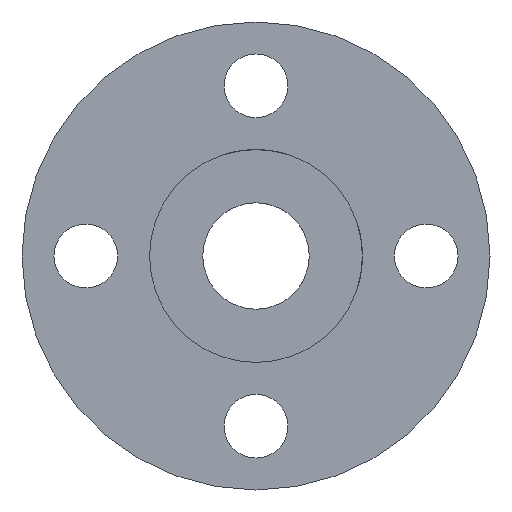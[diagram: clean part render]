
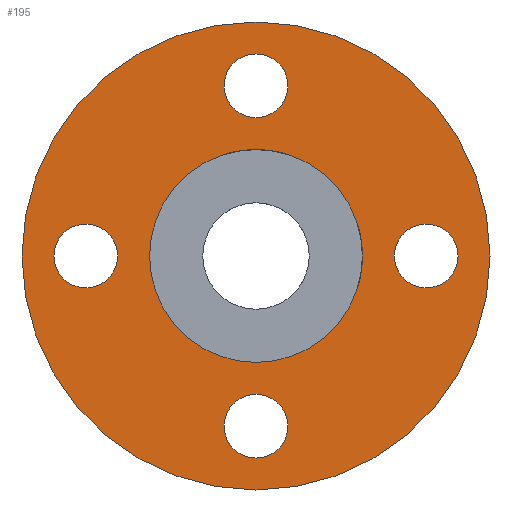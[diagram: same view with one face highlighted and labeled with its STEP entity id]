
A CAD part, front view. The second image highlights one B-rep face of the part: STEP entity #195.
In plain terms, the highlighted planar face has unit normal (0, -1, 0).
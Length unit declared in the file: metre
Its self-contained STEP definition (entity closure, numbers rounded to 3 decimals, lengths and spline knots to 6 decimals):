
#39=ORIENTED_EDGE('',*,*,#75,.T.);
#40=ORIENTED_EDGE('',*,*,#76,.T.);
#41=ORIENTED_EDGE('',*,*,#77,.T.);
#42=ORIENTED_EDGE('',*,*,#78,.T.);
#43=ORIENTED_EDGE('',*,*,#79,.T.);
#44=ORIENTED_EDGE('',*,*,#80,.T.);
#75=EDGE_CURVE('',#93,#93,#111,.T.);
#76=EDGE_CURVE('',#94,#94,#112,.T.);
#77=EDGE_CURVE('',#95,#95,#113,.T.);
#78=EDGE_CURVE('',#96,#96,#114,.T.);
#79=EDGE_CURVE('',#97,#97,#115,.T.);
#80=EDGE_CURVE('',#98,#98,#116,.T.);
#93=VERTEX_POINT('',#315);
#94=VERTEX_POINT('',#317);
#95=VERTEX_POINT('',#319);
#96=VERTEX_POINT('',#321);
#97=VERTEX_POINT('',#323);
#98=VERTEX_POINT('',#325);
#111=CIRCLE('',#227,0.005);
#112=CIRCLE('',#228,0.0015);
#113=CIRCLE('',#229,0.0015);
#114=CIRCLE('',#230,0.0015);
#115=CIRCLE('',#231,0.0015);
#116=CIRCLE('',#232,0.011);
#125=EDGE_LOOP('',(#39));
#126=EDGE_LOOP('',(#40));
#127=EDGE_LOOP('',(#41));
#128=EDGE_LOOP('',(#42));
#129=EDGE_LOOP('',(#43));
#130=EDGE_LOOP('',(#44));
#161=FACE_BOUND('',#125,.T.);
#162=FACE_BOUND('',#126,.T.);
#163=FACE_BOUND('',#127,.T.);
#164=FACE_BOUND('',#128,.T.);
#165=FACE_BOUND('',#129,.T.);
#166=FACE_BOUND('',#130,.T.);
#192=PLANE('',#226);
#195=ADVANCED_FACE('',(#161,#162,#163,#164,#165,#166),#192,.T.);
#226=AXIS2_PLACEMENT_3D('',#313,#261,#262);
#227=AXIS2_PLACEMENT_3D('',#314,#263,#264);
#228=AXIS2_PLACEMENT_3D('',#316,#265,#266);
#229=AXIS2_PLACEMENT_3D('',#318,#267,#268);
#230=AXIS2_PLACEMENT_3D('',#320,#269,#270);
#231=AXIS2_PLACEMENT_3D('',#322,#271,#272);
#232=AXIS2_PLACEMENT_3D('',#324,#273,#274);
#261=DIRECTION('',(0.,-1.,0.));
#262=DIRECTION('',(1.,0.,0.));
#263=DIRECTION('',(0.,1.,0.));
#264=DIRECTION('',(1.,0.,0.));
#265=DIRECTION('',(0.,1.,0.));
#266=DIRECTION('',(1.,0.,0.));
#267=DIRECTION('',(0.,1.,0.));
#268=DIRECTION('',(1.,0.,0.));
#269=DIRECTION('',(0.,1.,0.));
#270=DIRECTION('',(1.,0.,0.));
#271=DIRECTION('',(0.,1.,0.));
#272=DIRECTION('',(1.,0.,0.));
#273=DIRECTION('',(0.,-1.,0.));
#274=DIRECTION('',(1.,0.,0.));
#313=CARTESIAN_POINT('',(0.,-0.0108,0.));
#314=CARTESIAN_POINT('',(0.,-0.0108,0.));
#315=CARTESIAN_POINT('',(0.005,-0.0108,0.));
#316=CARTESIAN_POINT('',(0.,-0.0108,0.008));
#317=CARTESIAN_POINT('',(0.0015,-0.0108,0.008));
#318=CARTESIAN_POINT('',(0.008,-0.0108,0.));
#319=CARTESIAN_POINT('',(0.0095,-0.0108,0.));
#320=CARTESIAN_POINT('',(0.,-0.0108,-0.008));
#321=CARTESIAN_POINT('',(0.0015,-0.0108,-0.008));
#322=CARTESIAN_POINT('',(-0.008,-0.0108,0.));
#323=CARTESIAN_POINT('',(-0.0065,-0.0108,0.));
#324=CARTESIAN_POINT('',(0.,-0.0108,0.));
#325=CARTESIAN_POINT('',(0.011,-0.0108,0.));
